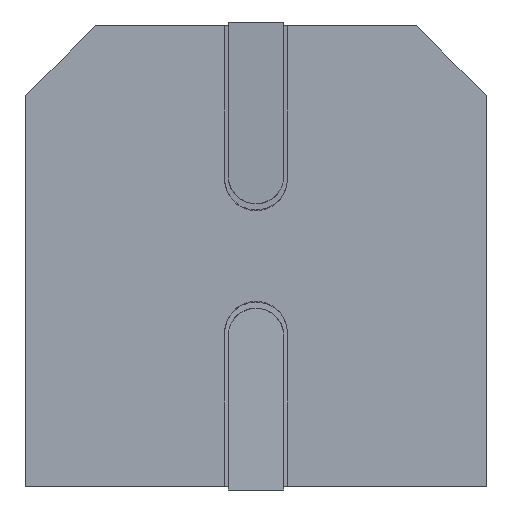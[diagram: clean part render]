
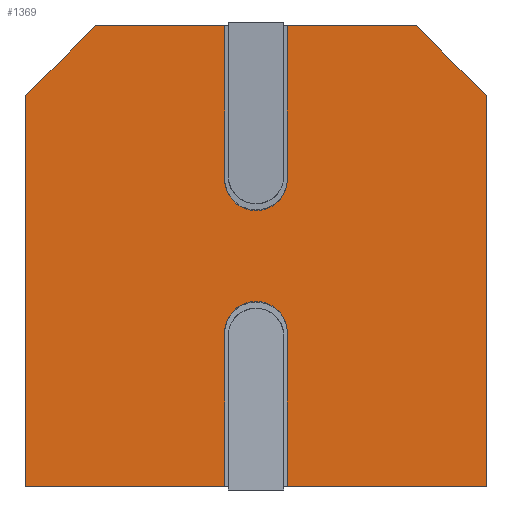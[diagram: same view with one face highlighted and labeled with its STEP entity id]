
A CAD part, front view. The second image highlights one B-rep face of the part: STEP entity #1369.
In plain terms, the highlighted planar face has unit normal (0, -1, 0).
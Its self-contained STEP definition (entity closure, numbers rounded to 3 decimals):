
#1 = LINE ( 'NONE', #1036, #1145 ) ;
#20 = VECTOR ( 'NONE', #701, 1000. ) ;
#71 = DIRECTION ( 'NONE',  ( 1., 0., 0. ) ) ;
#87 = CARTESIAN_POINT ( 'NONE',  ( -0.45, 0., 1.1 ) ) ;
#104 = ORIENTED_EDGE ( 'NONE', *, *, #521, .T. ) ;
#125 = DIRECTION ( 'NONE',  ( 1., 0., 0. ) ) ;
#130 = EDGE_CURVE ( 'NONE', #1239, #1361, #435, .T. ) ;
#170 = CARTESIAN_POINT ( 'NONE',  ( -0.235, 0., -0.699 ) ) ;
#177 = EDGE_CURVE ( 'NONE', #840, #1423, #1401, .T. ) ;
#181 = DIRECTION ( 'NONE',  ( -1., 0., 0. ) ) ;
#190 = LINE ( 'NONE', #901, #1270 ) ;
#206 = CARTESIAN_POINT ( 'NONE',  ( -3.3, 0., -3.3 ) ) ;
#219 = DIRECTION ( 'NONE',  ( 0., 0., 1. ) ) ;
#222 = CARTESIAN_POINT ( 'NONE',  ( 0.45, 0., 1.1 ) ) ;
#241 = EDGE_CURVE ( 'NONE', #1431, #1175, #1453, .T. ) ;
#253 = LINE ( 'NONE', #537, #1161 ) ;
#261 = CARTESIAN_POINT ( 'NONE',  ( 0.45, 0., -1.1 ) ) ;
#270 = B_SPLINE_CURVE_WITH_KNOTS ( 'NONE', 3,
 ( #604, #607, #1355, #1271, #791, #672, #170, #995, #1346, #404 ),
 .UNSPECIFIED., .F., .F.,
 ( 4, 2, 2, 2, 4 ),
 ( 0., 0., 0.001, 0.001, 0.001 ),
 .UNSPECIFIED. ) ;
#332 = CARTESIAN_POINT ( 'NONE',  ( -0.235, 0., 0.699 ) ) ;
#362 = B_SPLINE_CURVE_WITH_KNOTS ( 'NONE', 3,
 ( #588, #568, #593, #1408, #1534, #714, #332, #452, #1028, #87 ),
 .UNSPECIFIED., .F., .F.,
 ( 4, 2, 2, 2, 4 ),
 ( 0., 0., 0.001, 0.001, 0.001 ),
 .UNSPECIFIED. ) ;
#380 = VECTOR ( 'NONE', #1214, 1000. ) ;
#381 = ORIENTED_EDGE ( 'NONE', *, *, #963, .F. ) ;
#385 = ORIENTED_EDGE ( 'NONE', *, *, #1551, .F. ) ;
#400 = ORIENTED_EDGE ( 'NONE', *, *, #456, .T. ) ;
#404 = CARTESIAN_POINT ( 'NONE',  ( -0.45, 0., -1.1 ) ) ;
#430 = PLANE ( 'NONE',  #723 ) ;
#435 = LINE ( 'NONE', #1421, #1021 ) ;
#447 = VECTOR ( 'NONE', #219, 1000. ) ;
#452 = CARTESIAN_POINT ( 'NONE',  ( -0.402, 0., 0.866 ) ) ;
#456 = EDGE_CURVE ( 'NONE', #840, #482, #998, .T. ) ;
#457 = EDGE_CURVE ( 'NONE', #504, #1175, #590, .T. ) ;
#463 = CARTESIAN_POINT ( 'NONE',  ( -3.3, 0., 3.3 ) ) ;
#473 = VECTOR ( 'NONE', #651, 1000. ) ;
#482 = VERTEX_POINT ( 'NONE', #773 ) ;
#484 = VERTEX_POINT ( 'NONE', #985 ) ;
#504 = VERTEX_POINT ( 'NONE', #645 ) ;
#518 = VECTOR ( 'NONE', #1303, 1000. ) ;
#520 = CARTESIAN_POINT ( 'NONE',  ( -0.45, 0., 1.1 ) ) ;
#521 = EDGE_CURVE ( 'NONE', #484, #923, #1412, .T. ) ;
#537 = CARTESIAN_POINT ( 'NONE',  ( -3.3, 0., -3.3 ) ) ;
#556 = VERTEX_POINT ( 'NONE', #520 ) ;
#568 = CARTESIAN_POINT ( 'NONE',  ( 0.45, 0., 0.982 ) ) ;
#588 = CARTESIAN_POINT ( 'NONE',  ( 0.45, 0., 1.1 ) ) ;
#590 = LINE ( 'NONE', #1211, #380 ) ;
#593 = CARTESIAN_POINT ( 'NONE',  ( 0.402, 0., 0.866 ) ) ;
#604 = CARTESIAN_POINT ( 'NONE',  ( 0.45, 0., -1.1 ) ) ;
#607 = CARTESIAN_POINT ( 'NONE',  ( 0.45, 0., -0.982 ) ) ;
#620 = FACE_OUTER_BOUND ( 'NONE', #1448, .T. ) ;
#645 = CARTESIAN_POINT ( 'NONE',  ( -2.3, 0., 3.3 ) ) ;
#651 = DIRECTION ( 'NONE',  ( 0., 0., -1. ) ) ;
#667 = CARTESIAN_POINT ( 'NONE',  ( -0.45, 0., 0. ) ) ;
#672 = CARTESIAN_POINT ( 'NONE',  ( -0.118, 0., -0.65 ) ) ;
#684 = DIRECTION ( 'NONE',  ( 0., 0., -1. ) ) ;
#698 = ORIENTED_EDGE ( 'NONE', *, *, #457, .T. ) ;
#701 = DIRECTION ( 'NONE',  ( 0., 0., -1. ) ) ;
#714 = CARTESIAN_POINT ( 'NONE',  ( -0.118, 0., 0.65 ) ) ;
#723 = AXIS2_PLACEMENT_3D ( 'NONE', #1383, #1251, #684 ) ;
#733 = VECTOR ( 'NONE', #125, 1000. ) ;
#748 = EDGE_CURVE ( 'NONE', #484, #482, #1, .T. ) ;
#773 = CARTESIAN_POINT ( 'NONE',  ( 2.3, 0., 3.3 ) ) ;
#780 = ORIENTED_EDGE ( 'NONE', *, *, #241, .F. ) ;
#791 = CARTESIAN_POINT ( 'NONE',  ( 0.118, 0., -0.65 ) ) ;
#797 = VECTOR ( 'NONE', #875, 1000. ) ;
#840 = VERTEX_POINT ( 'NONE', #1184 ) ;
#861 = ORIENTED_EDGE ( 'NONE', *, *, #1244, .F. ) ;
#875 = DIRECTION ( 'NONE',  ( -0.707, 0., 0.707 ) ) ;
#901 = CARTESIAN_POINT ( 'NONE',  ( -3.3, 0., -3.3 ) ) ;
#923 = VERTEX_POINT ( 'NONE', #222 ) ;
#946 = CARTESIAN_POINT ( 'NONE',  ( 0.45, 0., 0. ) ) ;
#963 = EDGE_CURVE ( 'NONE', #504, #1402, #1160, .T. ) ;
#985 = CARTESIAN_POINT ( 'NONE',  ( 0.45, 0., 3.3 ) ) ;
#995 = CARTESIAN_POINT ( 'NONE',  ( -0.402, 0., -0.866 ) ) ;
#996 = LINE ( 'NONE', #946, #447 ) ;
#998 = LINE ( 'NONE', #1325, #797 ) ;
#1017 = VERTEX_POINT ( 'NONE', #261 ) ;
#1021 = VECTOR ( 'NONE', #1546, 1000. ) ;
#1025 = VERTEX_POINT ( 'NONE', #1093 ) ;
#1028 = CARTESIAN_POINT ( 'NONE',  ( -0.45, 0., 0.982 ) ) ;
#1036 = CARTESIAN_POINT ( 'NONE',  ( -3.3, 0., 3.3 ) ) ;
#1062 = LINE ( 'NONE', #667, #1450 ) ;
#1093 = CARTESIAN_POINT ( 'NONE',  ( 0.45, 0., -3.3 ) ) ;
#1102 = CARTESIAN_POINT ( 'NONE',  ( 0.45, 0., 0. ) ) ;
#1104 = CARTESIAN_POINT ( 'NONE',  ( -0.45, 0., -1.1 ) ) ;
#1114 = DIRECTION ( 'NONE',  ( -1., 0., 0. ) ) ;
#1118 = ORIENTED_EDGE ( 'NONE', *, *, #130, .F. ) ;
#1121 = ORIENTED_EDGE ( 'NONE', *, *, #1493, .F. ) ;
#1145 = VECTOR ( 'NONE', #71, 1000. ) ;
#1160 = LINE ( 'NONE', #1324, #733 ) ;
#1161 = VECTOR ( 'NONE', #181, 1000. ) ;
#1170 = CARTESIAN_POINT ( 'NONE',  ( 3.3, 0., -3.3 ) ) ;
#1175 = VERTEX_POINT ( 'NONE', #1336 ) ;
#1184 = CARTESIAN_POINT ( 'NONE',  ( 3.3, 0., 2.3 ) ) ;
#1211 = CARTESIAN_POINT ( 'NONE',  ( -2.8, 0., 2.8 ) ) ;
#1214 = DIRECTION ( 'NONE',  ( -0.707, 0., -0.707 ) ) ;
#1239 = VERTEX_POINT ( 'NONE', #1104 ) ;
#1244 = EDGE_CURVE ( 'NONE', #1361, #1431, #253, .T. ) ;
#1246 = CARTESIAN_POINT ( 'NONE',  ( -0.45, 0., -3.3 ) ) ;
#1251 = DIRECTION ( 'NONE',  ( 0., -1., 0. ) ) ;
#1270 = VECTOR ( 'NONE', #1114, 1000. ) ;
#1271 = CARTESIAN_POINT ( 'NONE',  ( 0.235, 0., -0.699 ) ) ;
#1278 = ORIENTED_EDGE ( 'NONE', *, *, #177, .F. ) ;
#1303 = DIRECTION ( 'NONE',  ( 0., 0., 1. ) ) ;
#1324 = CARTESIAN_POINT ( 'NONE',  ( -3.3, 0., 3.3 ) ) ;
#1325 = CARTESIAN_POINT ( 'NONE',  ( 2.8, 0., 2.8 ) ) ;
#1336 = CARTESIAN_POINT ( 'NONE',  ( -3.3, 0., 2.3 ) ) ;
#1341 = EDGE_CURVE ( 'NONE', #556, #1402, #1062, .T. ) ;
#1346 = CARTESIAN_POINT ( 'NONE',  ( -0.45, 0., -0.982 ) ) ;
#1355 = CARTESIAN_POINT ( 'NONE',  ( 0.402, 0., -0.866 ) ) ;
#1361 = VERTEX_POINT ( 'NONE', #1246 ) ;
#1365 = ORIENTED_EDGE ( 'NONE', *, *, #748, .F. ) ;
#1369 = ADVANCED_FACE ( 'NONE', ( #620 ), #430, .T. ) ;
#1383 = CARTESIAN_POINT ( 'NONE',  ( 0., 0., 0. ) ) ;
#1388 = CARTESIAN_POINT ( 'NONE',  ( 3.3, 0., 3.3 ) ) ;
#1401 = LINE ( 'NONE', #1388, #20 ) ;
#1402 = VERTEX_POINT ( 'NONE', #1528 ) ;
#1408 = CARTESIAN_POINT ( 'NONE',  ( 0.235, 0., 0.699 ) ) ;
#1412 = LINE ( 'NONE', #1102, #473 ) ;
#1417 = ORIENTED_EDGE ( 'NONE', *, *, #1444, .T. ) ;
#1421 = CARTESIAN_POINT ( 'NONE',  ( -0.45, 0., 0. ) ) ;
#1423 = VERTEX_POINT ( 'NONE', #1170 ) ;
#1431 = VERTEX_POINT ( 'NONE', #206 ) ;
#1433 = ORIENTED_EDGE ( 'NONE', *, *, #1341, .T. ) ;
#1444 = EDGE_CURVE ( 'NONE', #923, #556, #362, .T. ) ;
#1448 = EDGE_LOOP ( 'NONE', ( #1417, #1433, #381, #698, #780, #861, #1118, #1452, #1121, #385, #1278, #400, #1365, #104 ) ) ;
#1450 = VECTOR ( 'NONE', #1492, 1000. ) ;
#1452 = ORIENTED_EDGE ( 'NONE', *, *, #1529, .F. ) ;
#1453 = LINE ( 'NONE', #463, #518 ) ;
#1492 = DIRECTION ( 'NONE',  ( 0., 0., 1. ) ) ;
#1493 = EDGE_CURVE ( 'NONE', #1025, #1017, #996, .T. ) ;
#1528 = CARTESIAN_POINT ( 'NONE',  ( -0.45, 0., 3.3 ) ) ;
#1529 = EDGE_CURVE ( 'NONE', #1017, #1239, #270, .T. ) ;
#1534 = CARTESIAN_POINT ( 'NONE',  ( 0.118, 0., 0.65 ) ) ;
#1546 = DIRECTION ( 'NONE',  ( 0., 0., -1. ) ) ;
#1551 = EDGE_CURVE ( 'NONE', #1423, #1025, #190, .T. ) ;
